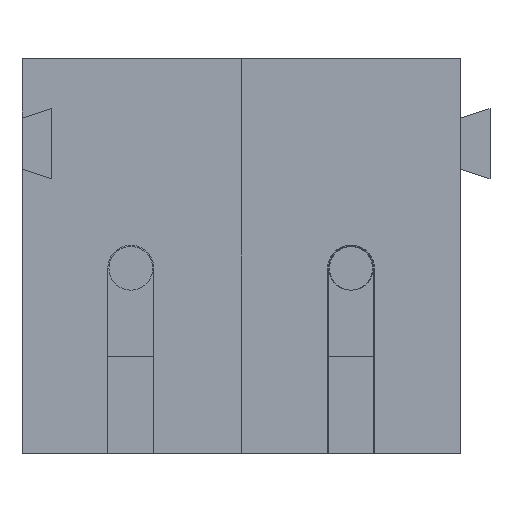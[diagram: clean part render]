
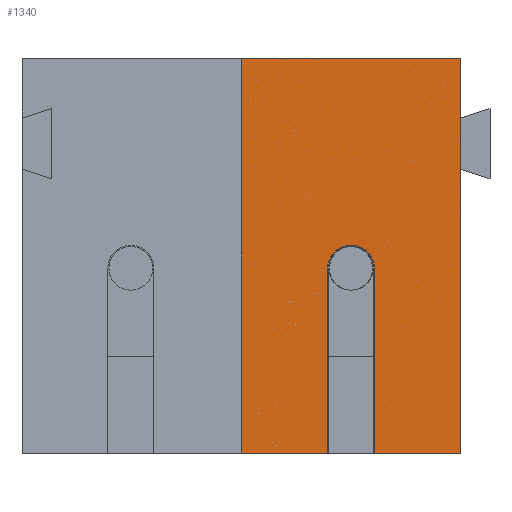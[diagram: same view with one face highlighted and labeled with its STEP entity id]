
A CAD part, front view. The second image highlights one B-rep face of the part: STEP entity #1340.
In plain terms, the highlighted planar face has unit normal (0, -1, 0).
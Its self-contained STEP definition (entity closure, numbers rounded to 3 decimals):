
#645 = ORIENTED_EDGE ( 'NONE', *, *, #1568, .F. ) ;
#648 = ORIENTED_EDGE ( 'NONE', *, *, #1547, .F. ) ;
#649 = ORIENTED_EDGE ( 'NONE', *, *, #1582, .T. ) ;
#650 = ORIENTED_EDGE ( 'NONE', *, *, #3245, .F. ) ;
#651 = ORIENTED_EDGE ( 'NONE', *, *, #1565, .F. ) ;
#653 = ORIENTED_EDGE ( 'NONE', *, *, #1591, .F. ) ;
#748 = ORIENTED_EDGE ( 'NONE', *, *, #1549, .F. ) ;
#749 = ORIENTED_EDGE ( 'NONE', *, *, #3244, .F. ) ;
#1340 = ADVANCED_FACE ( 'NONE', ( #2711 ), #3630, .T. ) ;
#1547 = EDGE_CURVE ( 'NONE', #2434, #2276, #3002, .T. ) ;
#1549 = EDGE_CURVE ( 'NONE', #2398, #2431, #3007, .T. ) ;
#1565 = EDGE_CURVE ( 'NONE', #2449, #2453, #4581, .T. ) ;
#1568 = EDGE_CURVE ( 'NONE', #2431, #2449, #4594, .T. ) ;
#1582 = EDGE_CURVE ( 'NONE', #2434, #2433, #4618, .T. ) ;
#1591 = EDGE_CURVE ( 'NONE', #2276, #2350, #4635, .T. ) ;
#1690 = AXIS2_PLACEMENT_3D ( 'NONE', #3626, #3632, #3633 ) ;
#2125 = EDGE_LOOP ( 'NONE', ( #653, #648, #649, #650, #651, #645, #748, #749 ) ) ;
#2276 = VERTEX_POINT ( 'NONE', #5411 ) ;
#2350 = VERTEX_POINT ( 'NONE', #5485 ) ;
#2398 = VERTEX_POINT ( 'NONE', #5533 ) ;
#2431 = VERTEX_POINT ( 'NONE', #5566 ) ;
#2433 = VERTEX_POINT ( 'NONE', #5568 ) ;
#2434 = VERTEX_POINT ( 'NONE', #5569 ) ;
#2449 = VERTEX_POINT ( 'NONE', #5584 ) ;
#2453 = VERTEX_POINT ( 'NONE', #5588 ) ;
#2711 = FACE_OUTER_BOUND ( 'NONE', #2125, .T. ) ;
#3002 = LINE ( 'NONE', #4314, #3006 ) ;
#3006 = VECTOR ( 'NONE', #4320, 1000. ) ;
#3007 = LINE ( 'NONE', #4321, #3009 ) ;
#3009 = VECTOR ( 'NONE', #4319, 1000. ) ;
#3244 = EDGE_CURVE ( 'NONE', #2350, #2398, #5011, .T. ) ;
#3245 = EDGE_CURVE ( 'NONE', #2453, #2433, #5012, .T. ) ;
#3626 = CARTESIAN_POINT ( 'NONE',  ( 0., 0., 0. ) ) ;
#3630 = PLANE ( 'NONE',  #1690 ) ;
#3632 = DIRECTION ( 'NONE',  ( 0., -1., 0. ) ) ;
#3633 = DIRECTION ( 'NONE',  ( 0., 0., -1. ) ) ;
#4314 = CARTESIAN_POINT ( 'NONE',  ( -7.505, 0., 4.51 ) ) ;
#4319 = DIRECTION ( 'NONE',  ( 0., 0., 1. ) ) ;
#4320 = DIRECTION ( 'NONE',  ( 1., 0., 0. ) ) ;
#4321 = CARTESIAN_POINT ( 'NONE',  ( 0.525, 0., -4.51 ) ) ;
#4347 = CARTESIAN_POINT ( 'NONE',  ( -0.525, 0., -4.51 ) ) ;
#4358 = DIRECTION ( 'NONE',  ( 0., 0., -1. ) ) ;
#4366 = CARTESIAN_POINT ( 'NONE',  ( 0., 0., -0.28 ) ) ;
#4367 = DIRECTION ( 'NONE',  ( 0., -1., 0. ) ) ;
#4368 = DIRECTION ( 'NONE',  ( 0., 0., -1. ) ) ;
#4391 = AXIS2_PLACEMENT_3D ( 'NONE', #4366, #4367, #4368 ) ;
#4581 = LINE ( 'NONE', #4347, #4592 ) ;
#4592 = VECTOR ( 'NONE', #4358, 1000. ) ;
#4594 = CIRCLE ( 'NONE', #4391, 0.525 ) ;
#4618 = LINE ( 'NONE', #5308, #4621 ) ;
#4621 = VECTOR ( 'NONE', #5310, 1000. ) ;
#4635 = LINE ( 'NONE', #5325, #4638 ) ;
#4638 = VECTOR ( 'NONE', #5326, 1000. ) ;
#5011 = LINE ( 'NONE', #6303, #5013 ) ;
#5012 = LINE ( 'NONE', #6317, #5015 ) ;
#5013 = VECTOR ( 'NONE', #6304, 1000. ) ;
#5015 = VECTOR ( 'NONE', #6318, 1000. ) ;
#5308 = CARTESIAN_POINT ( 'NONE',  ( -2.5, 0., 0. ) ) ;
#5310 = DIRECTION ( 'NONE',  ( 0., 0., -1. ) ) ;
#5325 = CARTESIAN_POINT ( 'NONE',  ( 2.503, 0., 0. ) ) ;
#5326 = DIRECTION ( 'NONE',  ( 0., 0., -1. ) ) ;
#5411 = CARTESIAN_POINT ( 'NONE',  ( 2.503, 0., 4.51 ) ) ;
#5485 = CARTESIAN_POINT ( 'NONE',  ( 2.503, 0., -4.51 ) ) ;
#5533 = CARTESIAN_POINT ( 'NONE',  ( 0.525, 0., -4.51 ) ) ;
#5566 = CARTESIAN_POINT ( 'NONE',  ( 0.525, 0., -0.28 ) ) ;
#5568 = CARTESIAN_POINT ( 'NONE',  ( -2.5, 0., -4.51 ) ) ;
#5569 = CARTESIAN_POINT ( 'NONE',  ( -2.5, 0., 4.51 ) ) ;
#5584 = CARTESIAN_POINT ( 'NONE',  ( -0.525, 0., -0.28 ) ) ;
#5588 = CARTESIAN_POINT ( 'NONE',  ( -0.525, 0., -4.51 ) ) ;
#6303 = CARTESIAN_POINT ( 'NONE',  ( -7.505, 0., -4.51 ) ) ;
#6304 = DIRECTION ( 'NONE',  ( -1., 0., 0. ) ) ;
#6317 = CARTESIAN_POINT ( 'NONE',  ( -7.505, 0., -4.51 ) ) ;
#6318 = DIRECTION ( 'NONE',  ( -1., 0., 0. ) ) ;
